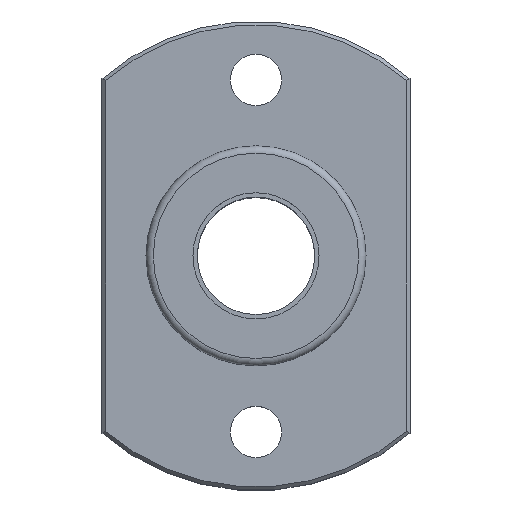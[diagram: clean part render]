
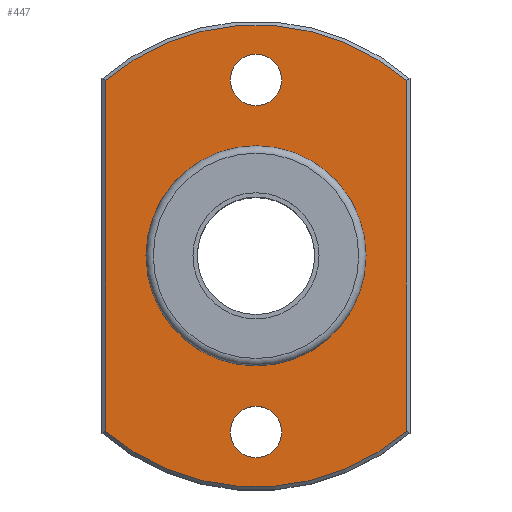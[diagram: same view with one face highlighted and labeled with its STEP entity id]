
A CAD part, top view. The second image highlights one B-rep face of the part: STEP entity #447.
In plain terms, the highlighted planar face has unit normal (0, 0, 1).
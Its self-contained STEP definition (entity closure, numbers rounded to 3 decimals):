
#42=LINE('',#752,#54);
#43=LINE('',#757,#55);
#54=VECTOR('',#608,1000.);
#55=VECTOR('',#611,1000.);
#60=PLANE('',#507);
#103=ORIENTED_EDGE('',*,*,#200,.T.);
#104=ORIENTED_EDGE('',*,*,#201,.T.);
#105=ORIENTED_EDGE('',*,*,#202,.T.);
#106=ORIENTED_EDGE('',*,*,#203,.T.);
#107=ORIENTED_EDGE('',*,*,#204,.T.);
#108=ORIENTED_EDGE('',*,*,#205,.T.);
#109=ORIENTED_EDGE('',*,*,#206,.F.);
#200=EDGE_CURVE('',#248,#249,#42,.T.);
#201=EDGE_CURVE('',#249,#250,#282,.T.);
#202=EDGE_CURVE('',#250,#251,#43,.T.);
#203=EDGE_CURVE('',#251,#248,#283,.T.);
#204=EDGE_CURVE('',#252,#252,#284,.T.);
#205=EDGE_CURVE('',#253,#253,#285,.T.);
#206=EDGE_CURVE('',#254,#254,#286,.T.);
#248=VERTEX_POINT('',#753);
#249=VERTEX_POINT('',#754);
#250=VERTEX_POINT('',#756);
#251=VERTEX_POINT('',#758);
#252=VERTEX_POINT('',#761);
#253=VERTEX_POINT('',#763);
#254=VERTEX_POINT('',#765);
#282=CIRCLE('',#508,15.75);
#283=CIRCLE('',#509,15.75);
#284=CIRCLE('',#510,1.75);
#285=CIRCLE('',#511,1.75);
#286=CIRCLE('',#512,7.5);
#316=EDGE_LOOP('',(#103,#104,#105,#106));
#317=EDGE_LOOP('',(#107));
#318=EDGE_LOOP('',(#108));
#319=EDGE_LOOP('',(#109));
#378=FACE_BOUND('',#316,.T.);
#379=FACE_BOUND('',#317,.T.);
#380=FACE_BOUND('',#318,.T.);
#381=FACE_BOUND('',#319,.T.);
#447=ADVANCED_FACE('',(#378,#379,#380,#381),#60,.T.);
#507=AXIS2_PLACEMENT_3D('',#751,#606,#607);
#508=AXIS2_PLACEMENT_3D('',#755,#609,#610);
#509=AXIS2_PLACEMENT_3D('',#759,#612,#613);
#510=AXIS2_PLACEMENT_3D('',#760,#614,#615);
#511=AXIS2_PLACEMENT_3D('',#762,#616,#617);
#512=AXIS2_PLACEMENT_3D('',#764,#618,#619);
#606=DIRECTION('',(0.,0.,1.));
#607=DIRECTION('',(1.,0.,0.));
#608=DIRECTION('',(0.,1.,0.));
#609=DIRECTION('',(0.,0.,1.));
#610=DIRECTION('',(1.,0.,0.));
#611=DIRECTION('',(0.,-1.,0.));
#612=DIRECTION('',(0.,0.,1.));
#613=DIRECTION('',(1.,0.,0.));
#614=DIRECTION('',(0.,0.,-1.));
#615=DIRECTION('',(-1.,0.,0.));
#616=DIRECTION('',(0.,0.,-1.));
#617=DIRECTION('',(-1.,0.,0.));
#618=DIRECTION('',(0.,0.,1.));
#619=DIRECTION('',(1.,0.,0.));
#751=CARTESIAN_POINT('',(0.,0.,19.));
#752=CARTESIAN_POINT('',(10.25,0.,19.));
#753=CARTESIAN_POINT('',(10.25,-11.958,19.));
#754=CARTESIAN_POINT('',(10.25,11.958,19.));
#755=CARTESIAN_POINT('',(0.,0.,19.));
#756=CARTESIAN_POINT('',(-10.25,11.958,19.));
#757=CARTESIAN_POINT('',(-10.25,0.,19.));
#758=CARTESIAN_POINT('',(-10.25,-11.958,19.));
#759=CARTESIAN_POINT('',(0.,0.,19.));
#760=CARTESIAN_POINT('',(0.,-12.,19.));
#761=CARTESIAN_POINT('',(-1.75,-12.,19.));
#762=CARTESIAN_POINT('',(0.,12.,19.));
#763=CARTESIAN_POINT('',(-1.75,12.,19.));
#764=CARTESIAN_POINT('',(0.,0.,19.));
#765=CARTESIAN_POINT('',(7.5,0.,19.));
